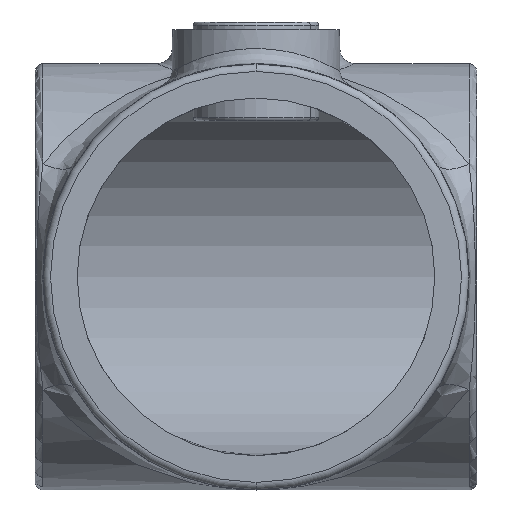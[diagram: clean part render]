
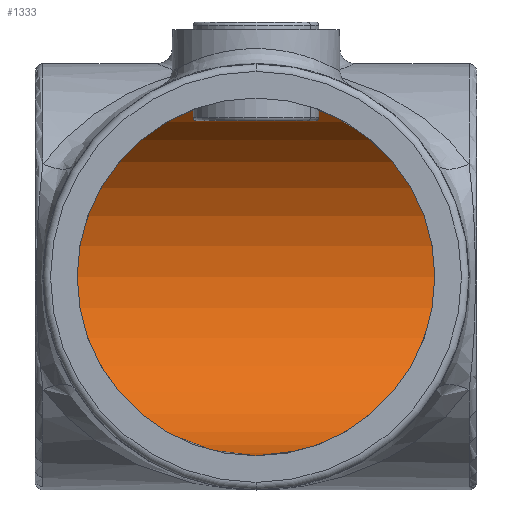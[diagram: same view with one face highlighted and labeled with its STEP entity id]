
A CAD part, front view. The second image highlights one B-rep face of the part: STEP entity #1333.
In plain terms, the highlighted cylindrical face has radius 23.5 mm (diameter 47 mm), a partial arc.
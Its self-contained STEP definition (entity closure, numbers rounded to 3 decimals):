
#3 = CIRCLE ( 'NONE', #4056, 23.5 ) ;
#142 = DIRECTION ( 'NONE',  ( -1., 0., 0. ) ) ;
#162 = CARTESIAN_POINT ( 'NONE',  ( -5.029, 73.737, 22.79 ) ) ;
#168 = B_SPLINE_CURVE_WITH_KNOTS ( 'NONE', 3,
 ( #3273, #2862, #496, #867, #3674, #1248, #4038, #1652, #4352, #2058, #4644, #2477, #162, #2879, #513, #3291, #884, #3690, #1265, #4045, #1673, #4366, #2076, #4656, #2488, #179, #2897, #531, #3311, #904, #3707, #1278, #4062, #1693, #4381, #2095, #4670, #2507, #194, #2918, #546, #3330, #919, #3724, #1293, #4075, #1712, #4392 ),
 .UNSPECIFIED., .F., .F.,
 ( 4, 2, 2, 2, 2, 2, 2, 2, 2, 2, 2, 2, 2, 2, 2, 2, 2, 2, 2, 2, 2, 2, 2, 4 ),
 ( 0.024, 0.025, 0.026, 0.027, 0.029, 0.03, 0.031, 0.032, 0.032, 0.033, 0.035, 0.035, 0.036, 0.038, 0.038, 0.039, 0.041, 0.042, 0.043, 0.044, 0.045, 0.046, 0.046, 0.048 ),
 .UNSPECIFIED. ) ;
#179 = CARTESIAN_POINT ( 'NONE',  ( 0.503, 75.625, 22.229 ) ) ;
#194 = CARTESIAN_POINT ( 'NONE',  ( 6.198, 72.448, 23.076 ) ) ;
#418 = DIRECTION ( 'NONE',  ( 0., 0., -1. ) ) ;
#496 = CARTESIAN_POINT ( 'NONE',  ( -7.613, 68.5, 23.496 ) ) ;
#513 = CARTESIAN_POINT ( 'NONE',  ( -4.447, 74.199, 22.668 ) ) ;
#531 = CARTESIAN_POINT ( 'NONE',  ( 1.739, 75.428, 22.295 ) ) ;
#535 = DIRECTION ( 'NONE',  ( 1., 0., 0. ) ) ;
#546 = CARTESIAN_POINT ( 'NONE',  ( 6.846, 71.394, 23.258 ) ) ;
#624 = EDGE_CURVE ( 'NONE', #2347, #3954, #3, .T. ) ;
#630 = CARTESIAN_POINT ( 'NONE',  ( -24.5, 68., 23.5 ) ) ;
#639 = VECTOR ( 'NONE', #142, 1000. ) ;
#643 = DIRECTION ( 'NONE',  ( -1., 0., 0. ) ) ;
#786 = DIRECTION ( 'NONE',  ( -1., 0., 0. ) ) ;
#798 = EDGE_CURVE ( 'NONE', #3328, #2766, #2546, .T. ) ;
#867 = CARTESIAN_POINT ( 'NONE',  ( -7.563, 68.999, 23.48 ) ) ;
#884 = CARTESIAN_POINT ( 'NONE',  ( -3.825, 74.601, 22.554 ) ) ;
#904 = CARTESIAN_POINT ( 'NONE',  ( 2.465, 75.22, 22.364 ) ) ;
#919 = CARTESIAN_POINT ( 'NONE',  ( 7.22, 70.465, 23.372 ) ) ;
#936 = CARTESIAN_POINT ( 'NONE',  ( 29., 68., 0. ) ) ;
#1239 = EDGE_CURVE ( 'NONE', #3954, #2916, #4604, .T. ) ;
#1247 = CARTESIAN_POINT ( 'NONE',  ( -7.625, 68., 23.5 ) ) ;
#1248 = CARTESIAN_POINT ( 'NONE',  ( -7.377, 69.992, 23.421 ) ) ;
#1265 = CARTESIAN_POINT ( 'NONE',  ( -3.16, 74.944, 22.451 ) ) ;
#1278 = CARTESIAN_POINT ( 'NONE',  ( 3.388, 74.849, 22.481 ) ) ;
#1290 = EDGE_CURVE ( 'NONE', #3339, #2916, #168, .T. ) ;
#1293 = CARTESIAN_POINT ( 'NONE',  ( 7.428, 69.741, 23.437 ) ) ;
#1302 = EDGE_CURVE ( 'NONE', #3339, #2766, #4270, .T. ) ;
#1333 = ADVANCED_FACE ( 'NONE', ( #2359 ), #3053, .F. ) ;
#1401 = VECTOR ( 'NONE', #786, 1000. ) ;
#1590 = CARTESIAN_POINT ( 'NONE',  ( 0., 68., -23.5 ) ) ;
#1601 = AXIS2_PLACEMENT_3D ( 'NONE', #936, #643, #2112 ) ;
#1652 = CARTESIAN_POINT ( 'NONE',  ( -6.849, 71.389, 23.259 ) ) ;
#1673 = CARTESIAN_POINT ( 'NONE',  ( -1.988, 75.378, 22.312 ) ) ;
#1693 = CARTESIAN_POINT ( 'NONE',  ( 4.659, 74.057, 22.708 ) ) ;
#1706 = DIRECTION ( 'NONE',  ( -1., 0., 0. ) ) ;
#1712 = CARTESIAN_POINT ( 'NONE',  ( 7.625, 68.507, 23.5 ) ) ;
#1771 = CARTESIAN_POINT ( 'NONE',  ( 7.625, 68., 23.5 ) ) ;
#1967 = CARTESIAN_POINT ( 'NONE',  ( 29., 68., -23.5 ) ) ;
#2057 = CARTESIAN_POINT ( 'NONE',  ( 24.5, 68., 23.5 ) ) ;
#2058 = CARTESIAN_POINT ( 'NONE',  ( -6.057, 72.658, 23.037 ) ) ;
#2076 = CARTESIAN_POINT ( 'NONE',  ( -1.007, 75.562, 22.25 ) ) ;
#2095 = CARTESIAN_POINT ( 'NONE',  ( 5.565, 73.218, 22.914 ) ) ;
#2112 = DIRECTION ( 'NONE',  ( 0., 0., 1. ) ) ;
#2347 = VERTEX_POINT ( 'NONE', #3898 ) ;
#2359 = FACE_OUTER_BOUND ( 'NONE', #4245, .T. ) ;
#2432 = LINE ( 'NONE', #4071, #2811 ) ;
#2477 = CARTESIAN_POINT ( 'NONE',  ( -5.215, 73.568, 22.832 ) ) ;
#2488 = CARTESIAN_POINT ( 'NONE',  ( -0.251, 75.625, 22.229 ) ) ;
#2507 = CARTESIAN_POINT ( 'NONE',  ( 6.049, 72.649, 23.036 ) ) ;
#2546 = CIRCLE ( 'NONE', #3998, 23.5 ) ;
#2704 = ORIENTED_EDGE ( 'NONE', *, *, #3455, .F. ) ;
#2749 = VECTOR ( 'NONE', #2752, 1000. ) ;
#2752 = DIRECTION ( 'NONE',  ( -1., 0., 0. ) ) ;
#2766 = VERTEX_POINT ( 'NONE', #630 ) ;
#2777 = ORIENTED_EDGE ( 'NONE', *, *, #624, .T. ) ;
#2792 = ORIENTED_EDGE ( 'NONE', *, *, #1239, .T. ) ;
#2811 = VECTOR ( 'NONE', #1706, 1000. ) ;
#2822 = ORIENTED_EDGE ( 'NONE', *, *, #1290, .F. ) ;
#2842 = ORIENTED_EDGE ( 'NONE', *, *, #1302, .T. ) ;
#2862 = CARTESIAN_POINT ( 'NONE',  ( -7.625, 68.25, 23.5 ) ) ;
#2871 = ORIENTED_EDGE ( 'NONE', *, *, #798, .F. ) ;
#2879 = CARTESIAN_POINT ( 'NONE',  ( -4.646, 74.051, 22.708 ) ) ;
#2897 = CARTESIAN_POINT ( 'NONE',  ( 1., 75.576, 22.246 ) ) ;
#2901 = CARTESIAN_POINT ( 'NONE',  ( -24.5, 68., 0. ) ) ;
#2911 = ORIENTED_EDGE ( 'NONE', *, *, #3609, .F. ) ;
#2916 = VERTEX_POINT ( 'NONE', #1771 ) ;
#2918 = CARTESIAN_POINT ( 'NONE',  ( 6.612, 71.83, 23.19 ) ) ;
#2940 = LINE ( 'NONE', #1967, #2749 ) ;
#3053 = CYLINDRICAL_SURFACE ( 'NONE', #1601, 23.5 ) ;
#3088 = VERTEX_POINT ( 'NONE', #1590 ) ;
#3273 = CARTESIAN_POINT ( 'NONE',  ( -7.625, 68., 23.5 ) ) ;
#3291 = CARTESIAN_POINT ( 'NONE',  ( -4.037, 74.473, 22.591 ) ) ;
#3311 = CARTESIAN_POINT ( 'NONE',  ( 1.985, 75.366, 22.316 ) ) ;
#3316 = DIRECTION ( 'NONE',  ( 0., 0., -1. ) ) ;
#3328 = VERTEX_POINT ( 'NONE', #3980 ) ;
#3330 = CARTESIAN_POINT ( 'NONE',  ( 7.134, 70.703, 23.345 ) ) ;
#3339 = VERTEX_POINT ( 'NONE', #1247 ) ;
#3455 = EDGE_CURVE ( 'NONE', #2347, #3088, #2940, .T. ) ;
#3609 = EDGE_CURVE ( 'NONE', #3088, #3328, #2432, .T. ) ;
#3674 = CARTESIAN_POINT ( 'NONE',  ( -7.526, 69.25, 23.468 ) ) ;
#3690 = CARTESIAN_POINT ( 'NONE',  ( -3.387, 74.836, 22.484 ) ) ;
#3707 = CARTESIAN_POINT ( 'NONE',  ( 2.7, 75.135, 22.391 ) ) ;
#3724 = CARTESIAN_POINT ( 'NONE',  ( 7.367, 69.984, 23.417 ) ) ;
#3898 = CARTESIAN_POINT ( 'NONE',  ( 24.5, 68., -23.5 ) ) ;
#3954 = VERTEX_POINT ( 'NONE', #2057 ) ;
#3964 = CARTESIAN_POINT ( 'NONE',  ( 29., 68., 23.5 ) ) ;
#3980 = CARTESIAN_POINT ( 'NONE',  ( -24.5, 68., -23.5 ) ) ;
#3998 = AXIS2_PLACEMENT_3D ( 'NONE', #2901, #535, #3316 ) ;
#4038 = CARTESIAN_POINT ( 'NONE',  ( -7.231, 70.469, 23.375 ) ) ;
#4045 = CARTESIAN_POINT ( 'NONE',  ( -2.465, 75.233, 22.36 ) ) ;
#4056 = AXIS2_PLACEMENT_3D ( 'NONE', #4716, #4114, #418 ) ;
#4062 = CARTESIAN_POINT ( 'NONE',  ( 3.829, 74.613, 22.552 ) ) ;
#4071 = CARTESIAN_POINT ( 'NONE',  ( 29., 68., -23.5 ) ) ;
#4075 = CARTESIAN_POINT ( 'NONE',  ( 7.575, 69.006, 23.484 ) ) ;
#4114 = DIRECTION ( 'NONE',  ( 1., 0., 0. ) ) ;
#4245 = EDGE_LOOP ( 'NONE', ( #2704, #2777, #2792, #2822, #2842, #2871, #2911 ) ) ;
#4270 = LINE ( 'NONE', #4680, #639 ) ;
#4352 = CARTESIAN_POINT ( 'NONE',  ( -6.609, 71.835, 23.189 ) ) ;
#4366 = CARTESIAN_POINT ( 'NONE',  ( -1.255, 75.525, 22.263 ) ) ;
#4381 = CARTESIAN_POINT ( 'NONE',  ( 5.041, 73.742, 22.79 ) ) ;
#4392 = CARTESIAN_POINT ( 'NONE',  ( 7.625, 68., 23.5 ) ) ;
#4604 = LINE ( 'NONE', #3964, #1401 ) ;
#4644 = CARTESIAN_POINT ( 'NONE',  ( -5.743, 73.04, 22.956 ) ) ;
#4656 = CARTESIAN_POINT ( 'NONE',  ( -0.505, 75.612, 22.233 ) ) ;
#4670 = CARTESIAN_POINT ( 'NONE',  ( 5.732, 73.035, 22.955 ) ) ;
#4680 = CARTESIAN_POINT ( 'NONE',  ( 29., 68., 23.5 ) ) ;
#4716 = CARTESIAN_POINT ( 'NONE',  ( 24.5, 68., 0. ) ) ;
